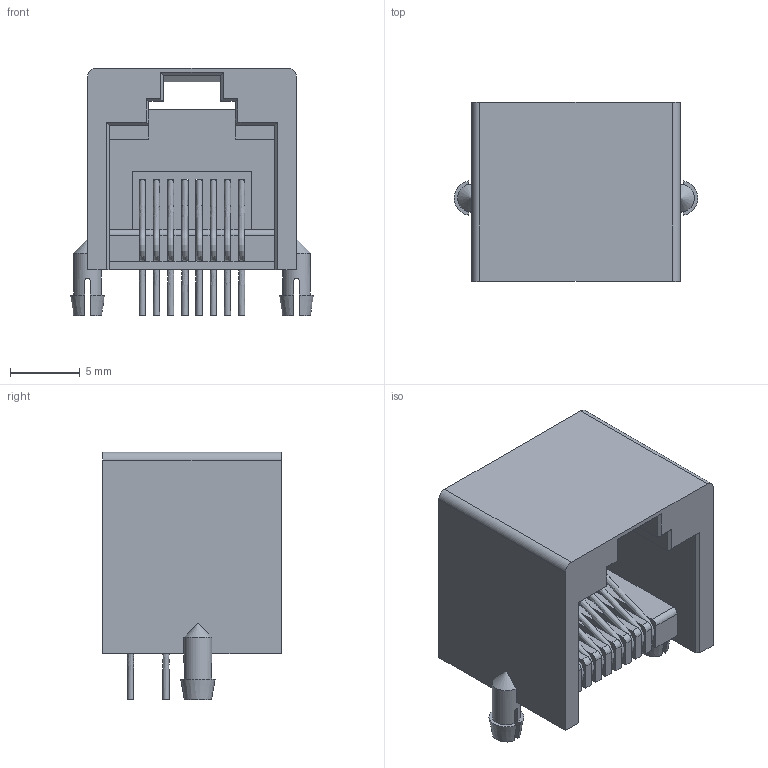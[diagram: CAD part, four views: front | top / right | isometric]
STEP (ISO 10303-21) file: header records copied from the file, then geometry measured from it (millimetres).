
FILE_DESCRIPTION( ( 'Unknown' ), '1' );
FILE_NAME( '615008148521.stp', 'Unknown', ( 'Quentin LAIDEBEUR' ), ( 'WE' ), 'PSStep 15.0.49', 'Sample-box', ' ' );
FILE_SCHEMA( ( 'AUTOMOTIVE_DESIGN { 1 0 10303 214 1 1 1 1 }' ) );
Length unit declared in the file: millimetre
Products named in the file (4): Assem1; 615008148521; 615008148521_Pin_Courte; 615008148521_Pin_Longue
Assembly tree (9 placements, depth 2):
  Assem1
    615008148521
    615008148521_Pin_Courte  x4
    615008148521_Pin_Longue  x4
Bounding box: 17.49 x 12.85 x 17.8 mm (x, y, z)
Volume: 1201.1 mm3; surface area: 2523.3 mm2
Topology: 9 solids, 9 shells, 267 faces, 776 edges, 502 vertices
Faces by surface type: plane 222, cylinder 31, bspline 8, cone 6
Full cylindrical faces by diameter (mm): 2 x2
Entity records: 12850 total; most frequent: CARTESIAN_POINT 3905, ORIENTED_EDGE 1504, DIRECTION 1330, EDGE_CURVE 752, LINE 664, VECTOR 664, VERTEX_POINT 488, AXIS2_PLACEMENT_3D 333
